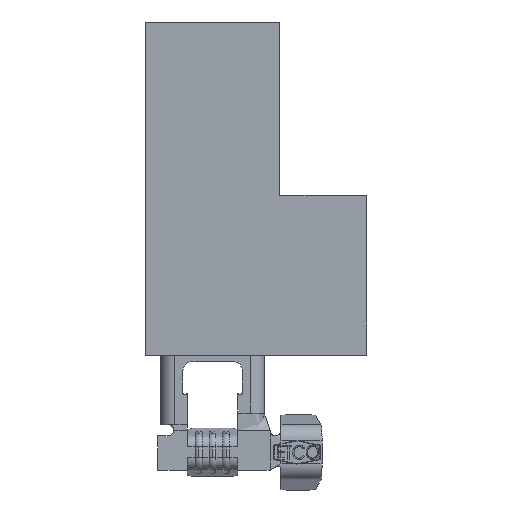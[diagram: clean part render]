
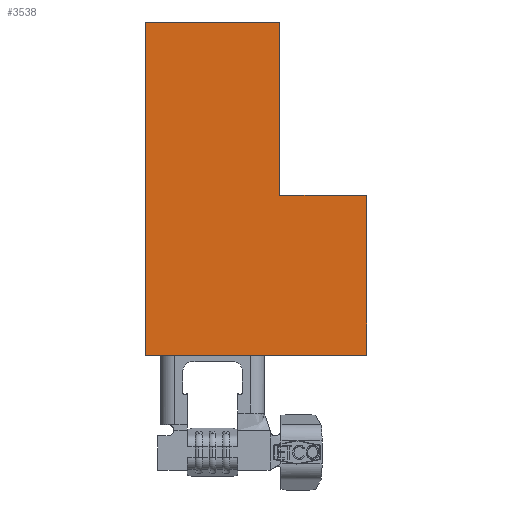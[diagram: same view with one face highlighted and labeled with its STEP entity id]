
A CAD part, front view. The second image highlights one B-rep face of the part: STEP entity #3538.
In plain terms, the highlighted planar face has unit normal (0, -1, 0).
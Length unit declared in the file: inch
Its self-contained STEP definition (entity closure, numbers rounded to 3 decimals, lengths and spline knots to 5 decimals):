
#255 = EDGE_CURVE ( 'NONE', #13141, #16410, #9034, .T. ) ;
#736 = VERTEX_POINT ( 'NONE', #18204 ) ;
#1247 = CARTESIAN_POINT ( 'NONE',  ( 0.14725, -0.031, 0. ) ) ;
#1362 = VECTOR ( 'NONE', #18281, 39.37008 ) ;
#1499 = VECTOR ( 'NONE', #10117, 39.37008 ) ;
#1966 = LINE ( 'NONE', #13012, #1499 ) ;
#2125 = CARTESIAN_POINT ( 'NONE',  ( 0.33775, -0.031, -0.38 ) ) ;
#2462 = EDGE_CURVE ( 'NONE', #13504, #736, #8098, .T. ) ;
#2969 = ORIENTED_EDGE ( 'NONE', *, *, #5808, .T. ) ;
#3323 = PLANE ( 'NONE',  #7677 ) ;
#3438 = LINE ( 'NONE', #12130, #5444 ) ;
#3538 = ADVANCED_FACE ( 'NONE', ( #13709 ), #3323, .T. ) ;
#3730 = CARTESIAN_POINT ( 'NONE',  ( 0.33775, -0.031, -0.38 ) ) ;
#5181 = DIRECTION ( 'NONE',  ( 0., 0., -1. ) ) ;
#5183 = VECTOR ( 'NONE', #8862, 39.37008 ) ;
#5444 = VECTOR ( 'NONE', #13580, 39.37008 ) ;
#5808 = EDGE_CURVE ( 'NONE', #15723, #736, #1966, .T. ) ;
#6932 = EDGE_CURVE ( 'NONE', #15723, #13141, #14332, .T. ) ;
#7677 = AXIS2_PLACEMENT_3D ( 'NONE', #16442, #7811, #17891 ) ;
#7811 = DIRECTION ( 'NONE',  ( 0., -1., 0. ) ) ;
#8040 = CARTESIAN_POINT ( 'NONE',  ( -0.14725, -0.031, -0.73 ) ) ;
#8098 = LINE ( 'NONE', #3730, #15310 ) ;
#8243 = ORIENTED_EDGE ( 'NONE', *, *, #6932, .F. ) ;
#8244 = CARTESIAN_POINT ( 'NONE',  ( -0.14725, -0.031, 0. ) ) ;
#8862 = DIRECTION ( 'NONE',  ( 0., 0., 1. ) ) ;
#9034 = LINE ( 'NONE', #15365, #1362 ) ;
#9482 = DIRECTION ( 'NONE',  ( 0., 0., 1. ) ) ;
#10117 = DIRECTION ( 'NONE',  ( 1., 0., 0. ) ) ;
#10436 = ORIENTED_EDGE ( 'NONE', *, *, #15497, .T. ) ;
#10500 = VECTOR ( 'NONE', #9482, 39.37008 ) ;
#11714 = ORIENTED_EDGE ( 'NONE', *, *, #12332, .T. ) ;
#12130 = CARTESIAN_POINT ( 'NONE',  ( 0.33775, -0.031, -0.38 ) ) ;
#12332 = EDGE_CURVE ( 'NONE', #13504, #14552, #3438, .T. ) ;
#13012 = CARTESIAN_POINT ( 'NONE',  ( 0.14725, -0.031, -0.73 ) ) ;
#13141 = VERTEX_POINT ( 'NONE', #8244 ) ;
#13305 = LINE ( 'NONE', #16048, #5183 ) ;
#13504 = VERTEX_POINT ( 'NONE', #2125 ) ;
#13580 = DIRECTION ( 'NONE',  ( -1., 0., 0. ) ) ;
#13709 = FACE_OUTER_BOUND ( 'NONE', #18495, .T. ) ;
#13710 = CARTESIAN_POINT ( 'NONE',  ( -0.14725, -0.031, -0.73 ) ) ;
#14332 = LINE ( 'NONE', #8040, #10500 ) ;
#14552 = VERTEX_POINT ( 'NONE', #18620 ) ;
#15310 = VECTOR ( 'NONE', #5181, 39.37008 ) ;
#15365 = CARTESIAN_POINT ( 'NONE',  ( 0.14725, -0.031, 0. ) ) ;
#15422 = ORIENTED_EDGE ( 'NONE', *, *, #255, .F. ) ;
#15497 = EDGE_CURVE ( 'NONE', #14552, #16410, #13305, .T. ) ;
#15723 = VERTEX_POINT ( 'NONE', #13710 ) ;
#16048 = CARTESIAN_POINT ( 'NONE',  ( 0.14725, -0.031, -0.73 ) ) ;
#16410 = VERTEX_POINT ( 'NONE', #1247 ) ;
#16442 = CARTESIAN_POINT ( 'NONE',  ( 0.14725, -0.031, -0.73 ) ) ;
#17891 = DIRECTION ( 'NONE',  ( 0., 0., -1. ) ) ;
#17974 = ORIENTED_EDGE ( 'NONE', *, *, #2462, .F. ) ;
#18204 = CARTESIAN_POINT ( 'NONE',  ( 0.33775, -0.031, -0.73 ) ) ;
#18281 = DIRECTION ( 'NONE',  ( 1., 0., 0. ) ) ;
#18495 = EDGE_LOOP ( 'NONE', ( #2969, #17974, #11714, #10436, #15422, #8243 ) ) ;
#18620 = CARTESIAN_POINT ( 'NONE',  ( 0.14725, -0.031, -0.38 ) ) ;
